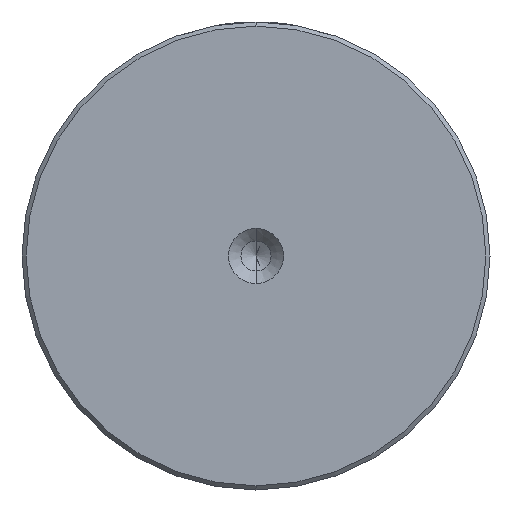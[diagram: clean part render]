
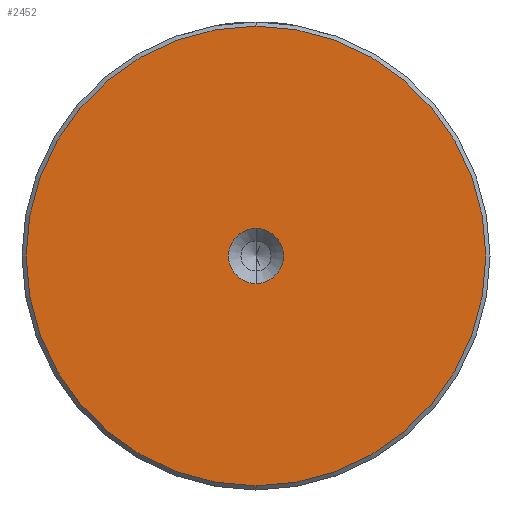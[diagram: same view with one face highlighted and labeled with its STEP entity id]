
A CAD part, left-side view. The second image highlights one B-rep face of the part: STEP entity #2452.
In plain terms, the highlighted planar face has unit normal (-1, 0, 0).
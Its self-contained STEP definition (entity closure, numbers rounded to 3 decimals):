
#37 = DIRECTION ( 'NONE',  ( -1., 0., 0. ) ) ;
#43 = CARTESIAN_POINT ( 'NONE',  ( 0., 0., 3.3 ) ) ;
#104 = VERTEX_POINT ( 'NONE', #43 ) ;
#183 = CIRCLE ( 'NONE', #1343, 27.5 ) ;
#231 = PLANE ( 'NONE',  #724 ) ;
#372 = VERTEX_POINT ( 'NONE', #1016 ) ;
#417 = CIRCLE ( 'NONE', #2157, 3.3 ) ;
#424 = DIRECTION ( 'NONE',  ( 0., 0., 1. ) ) ;
#511 = AXIS2_PLACEMENT_3D ( 'NONE', #1215, #37, #1396 ) ;
#724 = AXIS2_PLACEMENT_3D ( 'NONE', #2327, #1569, #424 ) ;
#764 = EDGE_LOOP ( 'NONE', ( #1750, #1526 ) ) ;
#850 = VERTEX_POINT ( 'NONE', #1443 ) ;
#943 = EDGE_LOOP ( 'NONE', ( #1890, #2293 ) ) ;
#945 = CARTESIAN_POINT ( 'NONE',  ( 0., 0., 27.5 ) ) ;
#976 = EDGE_CURVE ( 'NONE', #850, #1046, #183, .T. ) ;
#1016 = CARTESIAN_POINT ( 'NONE',  ( 0., 0., -3.3 ) ) ;
#1046 = VERTEX_POINT ( 'NONE', #945 ) ;
#1120 = CARTESIAN_POINT ( 'NONE',  ( 0., 0., 0. ) ) ;
#1140 = CARTESIAN_POINT ( 'NONE',  ( 0., 0., 0. ) ) ;
#1167 = CARTESIAN_POINT ( 'NONE',  ( 0., 0., 0. ) ) ;
#1215 = CARTESIAN_POINT ( 'NONE',  ( 0., 0., 0. ) ) ;
#1302 = CIRCLE ( 'NONE', #511, 3.3 ) ;
#1306 = DIRECTION ( 'NONE',  ( 0., 0., 1. ) ) ;
#1331 = DIRECTION ( 'NONE',  ( 0., 0., 1. ) ) ;
#1343 = AXIS2_PLACEMENT_3D ( 'NONE', #1120, #2438, #1306 ) ;
#1355 = EDGE_CURVE ( 'NONE', #372, #104, #417, .T. ) ;
#1357 = DIRECTION ( 'NONE',  ( 0., 0., 1. ) ) ;
#1364 = CIRCLE ( 'NONE', #1590, 27.5 ) ;
#1396 = DIRECTION ( 'NONE',  ( 0., 0., 1. ) ) ;
#1443 = CARTESIAN_POINT ( 'NONE',  ( 0., 0., -27.5 ) ) ;
#1526 = ORIENTED_EDGE ( 'NONE', *, *, #1355, .F. ) ;
#1569 = DIRECTION ( 'NONE',  ( -1., 0., 0. ) ) ;
#1590 = AXIS2_PLACEMENT_3D ( 'NONE', #1167, #2483, #1357 ) ;
#1664 = FACE_OUTER_BOUND ( 'NONE', #943, .T. ) ;
#1730 = FACE_BOUND ( 'NONE', #764, .T. ) ;
#1750 = ORIENTED_EDGE ( 'NONE', *, *, #2152, .F. ) ;
#1890 = ORIENTED_EDGE ( 'NONE', *, *, #976, .T. ) ;
#2049 = EDGE_CURVE ( 'NONE', #1046, #850, #1364, .T. ) ;
#2152 = EDGE_CURVE ( 'NONE', #104, #372, #1302, .T. ) ;
#2157 = AXIS2_PLACEMENT_3D ( 'NONE', #1140, #2457, #1331 ) ;
#2293 = ORIENTED_EDGE ( 'NONE', *, *, #2049, .T. ) ;
#2327 = CARTESIAN_POINT ( 'NONE',  ( 0., 0., 0. ) ) ;
#2438 = DIRECTION ( 'NONE',  ( -1., 0., 0. ) ) ;
#2452 = ADVANCED_FACE ( 'NONE', ( #1664, #1730 ), #231, .T. ) ;
#2457 = DIRECTION ( 'NONE',  ( -1., 0., 0. ) ) ;
#2483 = DIRECTION ( 'NONE',  ( -1., 0., 0. ) ) ;
